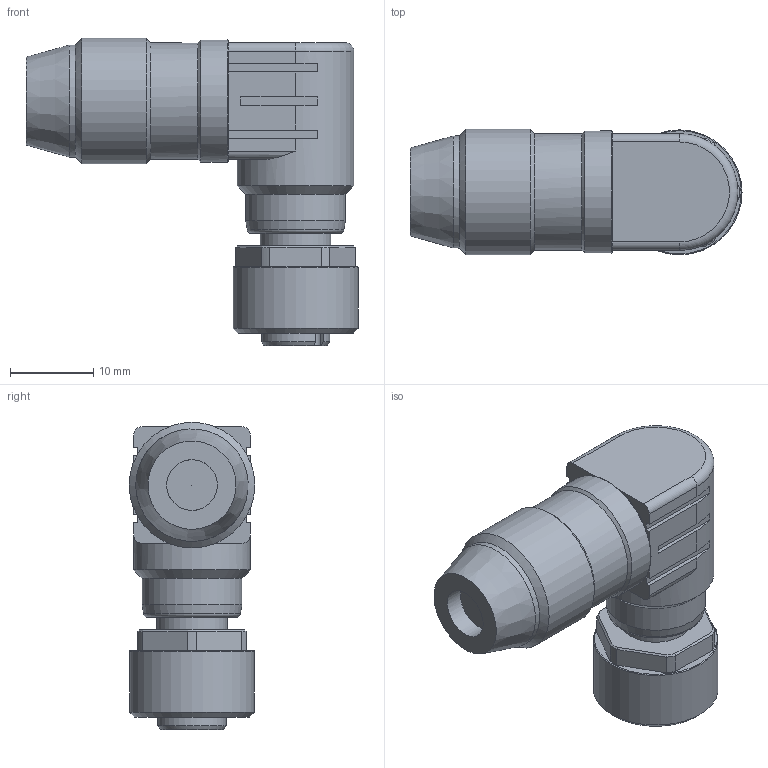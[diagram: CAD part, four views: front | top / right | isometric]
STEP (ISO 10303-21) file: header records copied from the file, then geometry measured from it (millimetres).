
FILE_DESCRIPTION(/* description */ (''),/* implementation_level */ '2;1');
FILE_NAME(/* name */ 'YI12U14-22550K4051A.stp',/* time_stamp */ '2020-02-04T13:47:59+01:00',/* author */ ('dettke'),/* organization */ (''),/* preprocessor_version */ 'ST-DEVELOPER v17',/* originating_system */ 'Autodesk Inventor 2018',/* authorisation */ '');
FILE_SCHEMA (('AUTOMOTIVE_DESIGN { 1 0 10303 214 3 1 1 }'));
Length unit declared in the file: millimetre
Products named in the file (2): Baugruppe1; M12 female A-cod 1-5-pin angled
Assembly tree (1 placements, depth 2):
  Baugruppe1
    M12 female A-cod 1-5-pin angled
Bounding box: 39.9 x 15.1 x 36.95 mm (x, y, z)
Volume: 9053.2 mm3; surface area: 3910.5 mm2
Topology: 1 solids, 1 shells, 110 faces, 284 edges, 186 vertices
Faces by surface type: plane 63, cylinder 27, cone 16, torus 4
Full cylindrical faces by diameter (mm): 1.2 x5, 6.1 x1, 8.2 x1, 8.5 x1, 11 x1, 12 x1, 13.5 x1, 14 x2, 14.7 x1, 15 x1, 15.096 x1
Entity records: 3482 total; most frequent: CARTESIAN_POINT 657, DIRECTION 609, ORIENTED_EDGE 566, EDGE_CURVE 283, AXIS2_PLACEMENT_3D 232, VERTEX_POINT 186, LINE 145, VECTOR 145
